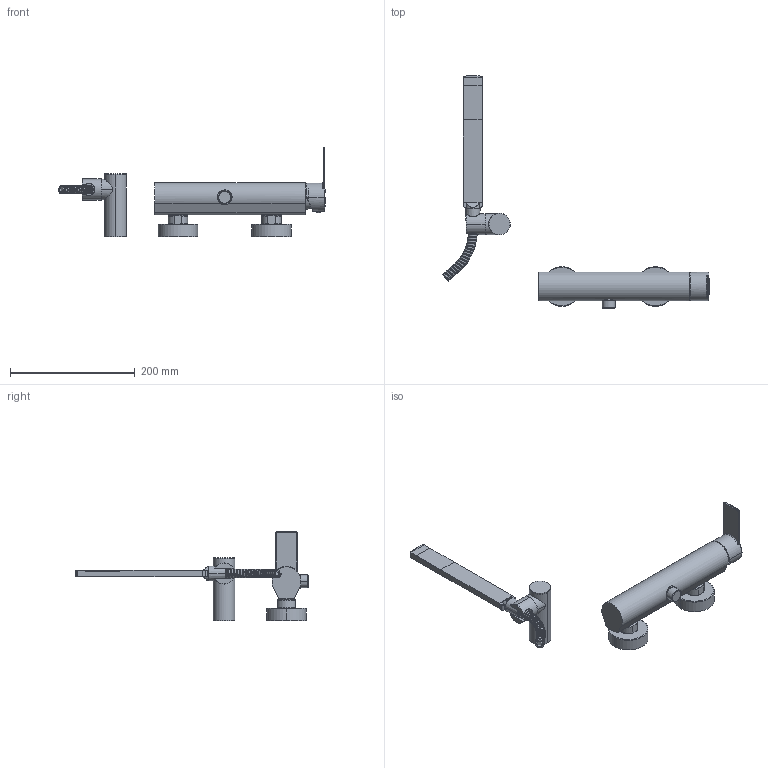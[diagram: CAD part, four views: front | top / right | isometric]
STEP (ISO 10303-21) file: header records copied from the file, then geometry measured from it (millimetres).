
FILE_DESCRIPTION((''),'2;1');
FILE_NAME('TA168D','2021-01-18T10:10:35',('ut3'),('PAFFONI SpA'),'CREO PARAMETRIC BY PTC INC, 2020044','CREO PARAMETRIC BY PTC INC, 2020044','');
FILE_SCHEMA(('CONFIG_CONTROL_DESIGN','SHAPE_APPEARANCE_LAYERS_GROUPS'));
Length unit declared in the file: millimetre
Products named in the file (1): TA168D
Bounding box: 426.94 x 372.74 x 143 mm (x, y, z)
Surface area: 130027.7 mm2 (no closed solid volume)
Topology: 0 solids, 22 shells, 204 faces, 522 edges, 324 vertices
Faces by surface type: plane 61, bspline 54, cylinder 46, torus 22, cone 13, sphere 8
Entity records: 19732 total; most frequent: CARTESIAN_POINT 13796, ORIENTED_EDGE 896, DIRECTION 872, EDGE_CURVE 515, AXIS2_PLACEMENT_3D 337, VERTEX_POINT 323, EDGE_LOOP 202, FACE_OUTER_BOUND 202
